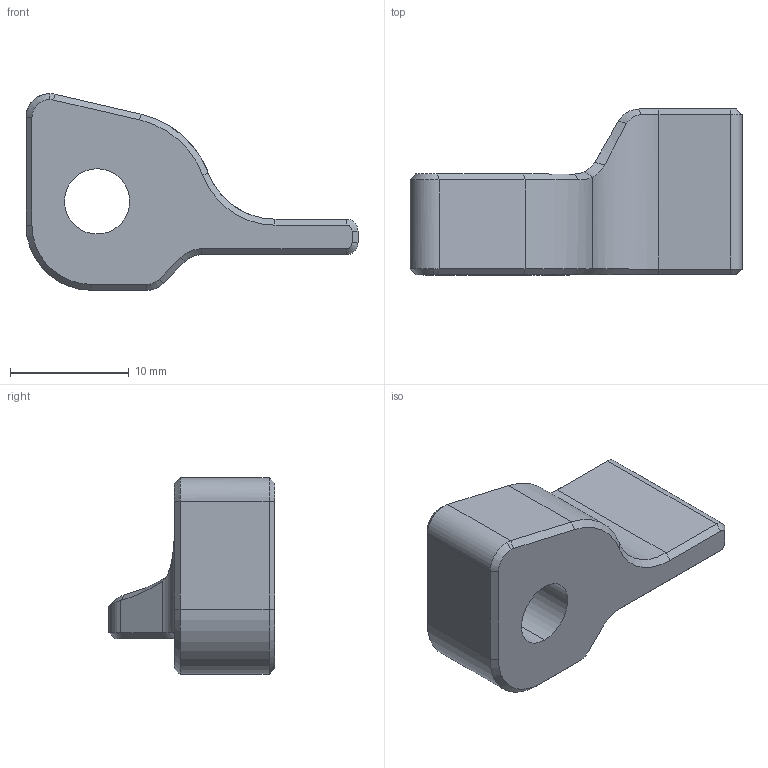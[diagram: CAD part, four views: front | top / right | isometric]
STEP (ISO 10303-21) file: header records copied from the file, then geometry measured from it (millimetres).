
FILE_DESCRIPTION (( 'STEP AP203' ), '1' );
FILE_NAME ('25c-p036 camera clamp cam.step', '2025-08-15T01:28:04', ( '' ), ( '' ), '', '', '' );
FILE_SCHEMA (( 'CONFIG_CONTROL_DESIGN' ));
Length unit declared in the file: millimetre
Products named in the file (1): 25c-p036 camera clamp cam
Bounding box: 28 x 14 x 16.58 mm (x, y, z)
Volume: 2164.5 mm3; surface area: 1367.3 mm2
Topology: 1 solids, 1 shells, 62 faces, 142 edges, 82 vertices
Faces by surface type: plane 26, cone 19, cylinder 12, bspline 5
Entity records: 2109 total; most frequent: CARTESIAN_POINT 660, ORIENTED_EDGE 284, DIRECTION 283, EDGE_CURVE 142, AXIS2_PLACEMENT_3D 100, VECTOR 83, LINE 83, VERTEX_POINT 82
